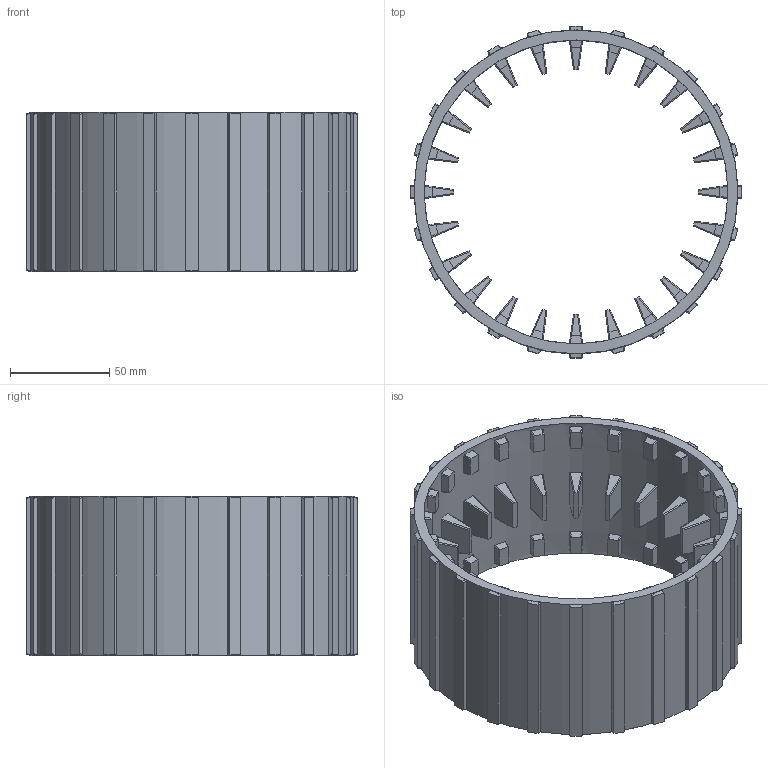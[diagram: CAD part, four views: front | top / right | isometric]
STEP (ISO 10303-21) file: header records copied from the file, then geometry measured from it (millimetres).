
FILE_DESCRIPTION (( 'STEP AP203' ), '1' );
FILE_NAME ('Correa_PoleaActiva_Default_sldprt.STEP', '2023-11-21T17:53:22', ( '' ), ( '' ), 'SwSTEP 2.0', 'SolidWorks 2022', '' );
FILE_SCHEMA (( 'CONFIG_CONTROL_DESIGN' ));
Length unit declared in the file: millimetre
Products named in the file (1): Correa_PoleaActiva_Default_sldprt
Bounding box: 166.8 x 166.8 x 80 mm (x, y, z)
Volume: 264783.2 mm3; surface area: 110487.3 mm2
Topology: 1 solids, 1 shells, 870 faces, 2340 edges, 1560 vertices
Faces by surface type: plane 482, cylinder 388
Entity records: 27885 total; most frequent: CARTESIAN_POINT 8467, ORIENTED_EDGE 4680, DIRECTION 3114, EDGE_CURVE 2340, VERTEX_POINT 1560, VECTOR 1356, LINE 1356, EDGE_LOOP 960
